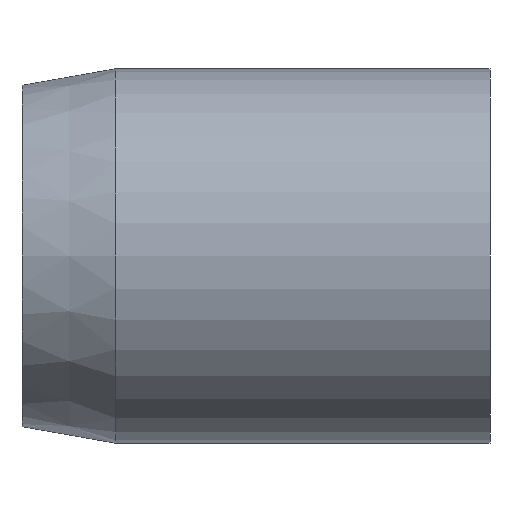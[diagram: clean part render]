
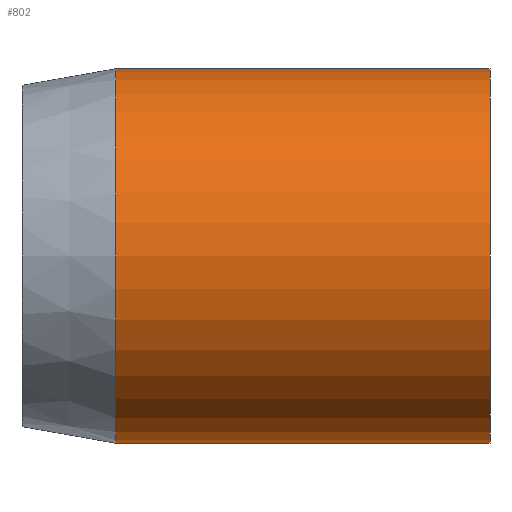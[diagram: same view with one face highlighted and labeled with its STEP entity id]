
A CAD part, left-side view. The second image highlights one B-rep face of the part: STEP entity #802.
In plain terms, the highlighted cylindrical face has radius 8 mm (diameter 16 mm), a partial arc.
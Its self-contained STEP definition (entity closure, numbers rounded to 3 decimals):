
#71 = LINE ( 'NONE', #78, #1025 ) ;
#74 = DIRECTION ( 'NONE',  ( 0., 1., 0. ) ) ;
#78 = CARTESIAN_POINT ( 'NONE',  ( 0., 15.668, -8. ) ) ;
#109 = CARTESIAN_POINT ( 'NONE',  ( 0., 16.2, -8. ) ) ;
#111 = CARTESIAN_POINT ( 'NONE',  ( 0., 0.2, 8. ) ) ;
#115 = CARTESIAN_POINT ( 'NONE',  ( 0., 0.2, -8. ) ) ;
#129 = CARTESIAN_POINT ( 'NONE',  ( 0., 16.2, 8. ) ) ;
#200 = CARTESIAN_POINT ( 'NONE',  ( 0., 15.668, 8. ) ) ;
#234 = LINE ( 'NONE', #200, #756 ) ;
#284 = CIRCLE ( 'NONE', #288, 8. ) ;
#288 = AXIS2_PLACEMENT_3D ( 'NONE', #1043, #1052, #1088 ) ;
#343 = DIRECTION ( 'NONE',  ( 0., 0., 1. ) ) ;
#357 = CARTESIAN_POINT ( 'NONE',  ( 0., 16.2, 0. ) ) ;
#358 = DIRECTION ( 'NONE',  ( 0., 1., 0. ) ) ;
#362 = CIRCLE ( 'NONE', #372, 8. ) ;
#372 = AXIS2_PLACEMENT_3D ( 'NONE', #357, #358, #343 ) ;
#444 = FACE_OUTER_BOUND ( 'NONE', #965, .T. ) ;
#445 = CARTESIAN_POINT ( 'NONE',  ( 0., 15.668, 0. ) ) ;
#446 = DIRECTION ( 'NONE',  ( 0., 1., 0. ) ) ;
#449 = CYLINDRICAL_SURFACE ( 'NONE', #1020, 8. ) ;
#453 = DIRECTION ( 'NONE',  ( 0., 0., 1. ) ) ;
#655 = ORIENTED_EDGE ( 'NONE', *, *, #830, .F. ) ;
#669 = ORIENTED_EDGE ( 'NONE', *, *, #854, .F. ) ;
#673 = ORIENTED_EDGE ( 'NONE', *, *, #872, .T. ) ;
#685 = ORIENTED_EDGE ( 'NONE', *, *, #873, .F. ) ;
#756 = VECTOR ( 'NONE', #1060, 1000. ) ;
#802 = ADVANCED_FACE ( 'NONE', ( #444 ), #449, .T. ) ;
#830 = EDGE_CURVE ( 'NONE', #936, #930, #362, .T. ) ;
#854 = EDGE_CURVE ( 'NONE', #935, #936, #71, .T. ) ;
#872 = EDGE_CURVE ( 'NONE', #937, #930, #234, .T. ) ;
#873 = EDGE_CURVE ( 'NONE', #937, #935, #284, .T. ) ;
#930 = VERTEX_POINT ( 'NONE', #129 ) ;
#935 = VERTEX_POINT ( 'NONE', #115 ) ;
#936 = VERTEX_POINT ( 'NONE', #109 ) ;
#937 = VERTEX_POINT ( 'NONE', #111 ) ;
#965 = EDGE_LOOP ( 'NONE', ( #669, #685, #673, #655 ) ) ;
#1020 = AXIS2_PLACEMENT_3D ( 'NONE', #445, #446, #453 ) ;
#1025 = VECTOR ( 'NONE', #74, 1000. ) ;
#1043 = CARTESIAN_POINT ( 'NONE',  ( 0., 0.2, 0. ) ) ;
#1052 = DIRECTION ( 'NONE',  ( 0., -1., 0. ) ) ;
#1060 = DIRECTION ( 'NONE',  ( 0., 1., 0. ) ) ;
#1088 = DIRECTION ( 'NONE',  ( 0., 0., 1. ) ) ;
